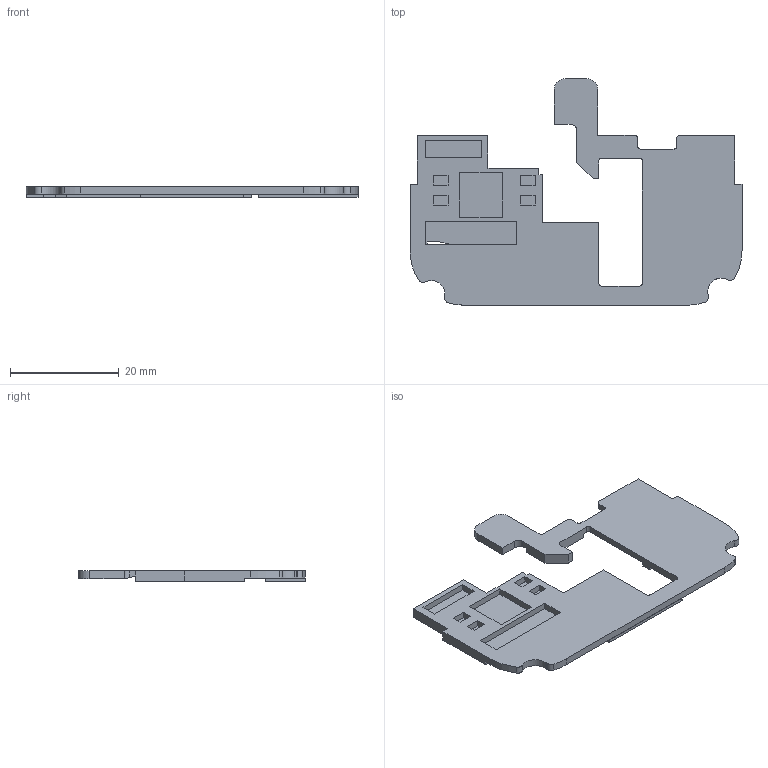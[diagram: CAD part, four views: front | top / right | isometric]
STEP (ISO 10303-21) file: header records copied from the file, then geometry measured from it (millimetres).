
FILE_DESCRIPTION (( 'STEP AP214' ), '1' );
FILE_NAME ('HackberryPi_CM_Q10_KeyboardSupport.STEP', '2025-03-29T04:08:45', ( '' ), ( '' ), 'SwSTEP 2.0', 'SolidWorks 2021', '' );
FILE_SCHEMA (( 'AUTOMOTIVE_DESIGN' ));
Length unit declared in the file: millimetre
Products named in the file (1): HackberryPi_CM_Q10_KeyboardSupport
Bounding box: 61 x 41.59 x 1.95 mm (x, y, z)
Volume: 2229.2 mm3; surface area: 3944.5 mm2
Topology: 2 solids, 2 shells, 131 faces, 364 edges, 242 vertices
Faces by surface type: plane 107, cylinder 24
Entity records: 4196 total; most frequent: CARTESIAN_POINT 741, ORIENTED_EDGE 728, DIRECTION 674, EDGE_CURVE 364, LINE 316, VECTOR 316, VERTEX_POINT 242, AXIS2_PLACEMENT_3D 179
